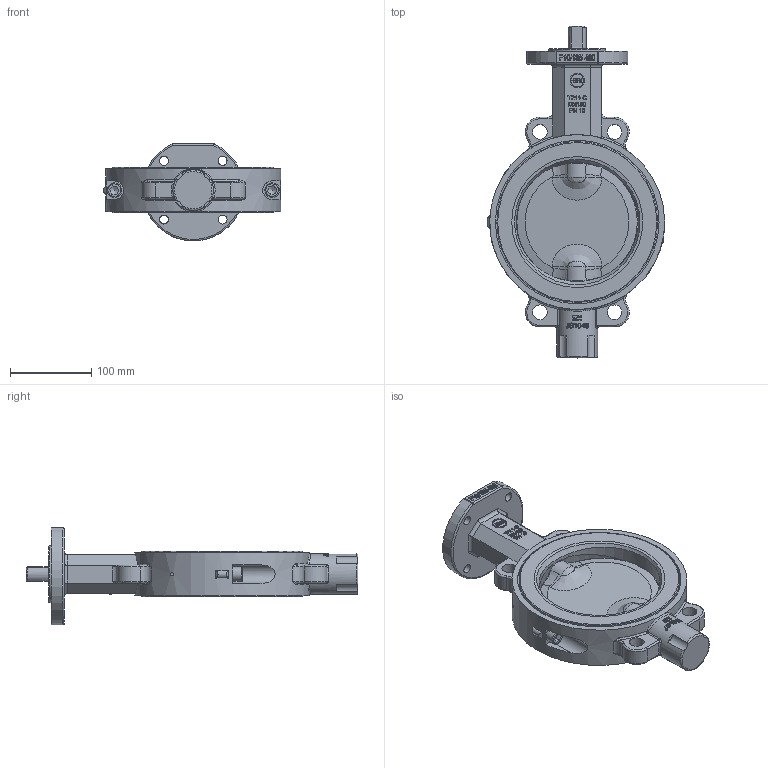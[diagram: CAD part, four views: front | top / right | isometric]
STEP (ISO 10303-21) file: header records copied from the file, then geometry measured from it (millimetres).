
FILE_DESCRIPTION((''),'2;1');
FILE_NAME('T211-C DN150.stp','2014-11-11T09:39:59',('hellwig'),(''),'Autodesk Inventor 2013','Autodesk Inventor 2013','');
FILE_SCHEMA(('AUTOMOTIVE_DESIGN { 1 0 10303 214 1 1 1 1 }'));
Length unit declared in the file: millimetre
Products named in the file (1): M21552_Shrinkwrap_1
Bounding box: 217.97 x 408 x 120.06 mm (x, y, z)
Volume: 1636863.6 mm3; surface area: 297506.3 mm2
Topology: 1 solids, 7 shells, 817 faces, 2090 edges, 1351 vertices
Faces by surface type: plane 336, bspline 254, cylinder 123, torus 53, cone 42, sphere 9
Full cylindrical faces by diameter (mm): 3 x2, 4.134 x1, 10.106 x2, 11 x4, 12 x3, 12.5 x2, 18 x6, 22 x3, 23 x1, 25 x3, 27 x2, 27.2 x1, 30 x1, 38 x2, 50 x1, 69.9 x1, 156.5 x1, 158.5 x2, 197.5 x2, 201 x2
Entity records: 42995 total; most frequent: CARTESIAN_POINT 24661, ORIENTED_EDGE 3918, DIRECTION 2802, EDGE_CURVE 1959, VERTEX_POINT 1314, EDGE_LOOP 1001, AXIS2_PLACEMENT_3D 937, VECTOR 928
